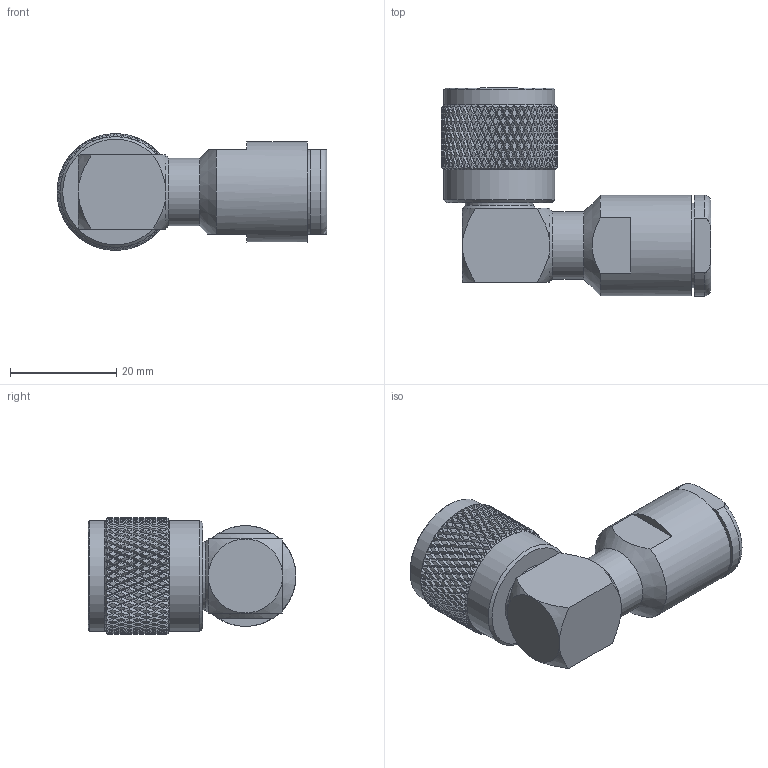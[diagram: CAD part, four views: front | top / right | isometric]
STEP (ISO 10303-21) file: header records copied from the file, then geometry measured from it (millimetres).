
FILE_DESCRIPTION (( 'STEP AP203' ), '1' );
FILE_NAME ('FMCN1365_3D.step', '2023-04-03T20:19:14', ( '' ), ( '' ), 'SwSTEP 2.0', 'SolidWorks 2022', '' );
FILE_SCHEMA (( 'CONFIG_CONTROL_DESIGN' ));
Length unit declared in the file: inch
Products named in the file (8): FMCN1365 Body^FMCN1365; Copy of N-Gasket^FMCN1365 Internal_FMCN1365; Copy of N-Nut^FMCN1365 Internal_FMCN1365; FMCN1365 Internal^FMCN1365; Copy of N-Clamp^FMCN1365 Internal_FMCN1365; Copy of N contact^FMCN1365 Internal_FMCN1365; FMCN1365_3D; Copy of N-Washer (Thin)^FMCN1365 Internal_FMCN1365
Assembly tree (7 placements, depth 3):
  FMCN1365_3D
    FMCN1365 Body^FMCN1365
    FMCN1365 Internal^FMCN1365
      Copy of N contact^FMCN1365 Internal_FMCN1365
      Copy of N-Clamp^FMCN1365 Internal_FMCN1365
      Copy of N-Gasket^FMCN1365 Internal_FMCN1365
      Copy of N-Washer (Thin)^FMCN1365 Internal_FMCN1365
      Copy of N-Nut^FMCN1365 Internal_FMCN1365
Bounding box: 50.88 x 39.22 x 22 mm (x, y, z)
Volume: 14026.9 mm3; surface area: 11460.4 mm2
Topology: 6 solids, 6 shells, 2334 faces, 4962 edges, 2656 vertices
Faces by surface type: bspline 1734, cylinder 480, plane 82, cone 34, torus 4
Full cylindrical faces by diameter (mm): 1.372 x1, 1.593 x1, 2.032 x1, 2.413 x1, 2.54 x1, 2.997 x1, 7.874 x1, 9.423 x1, 10.668 x1, 11.176 x1, 11.252 x2, 12.192 x1, 12.7 x1, 12.833 x1, 12.954 x1, 13.208 x1, 13.97 x1, 14.478 x1, 15.494 x1, 15.951 x1, 16.002 x3, 17.462 x1, 18.999 x1, 20.923 x2
Entity records: 102215 total; most frequent: CARTESIAN_POINT 70880, ORIENTED_EDGE 9792, EDGE_CURVE 4896, VERTEX_POINT 2638, EDGE_LOOP 2410, FACE_OUTER_BOUND 2364, ADVANCED_FACE 2334, B_SPLINE_CURVE_WITH_KNOTS 2070
